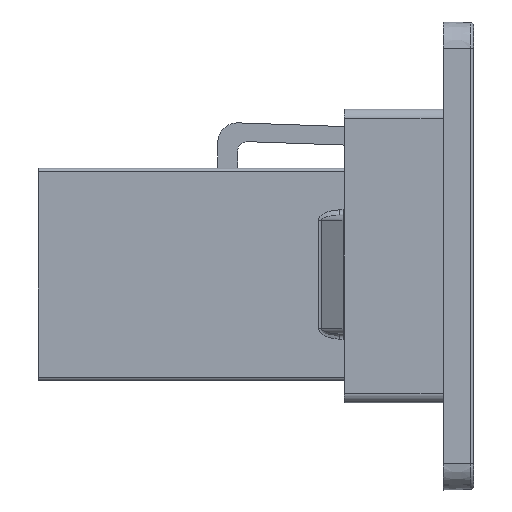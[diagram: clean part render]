
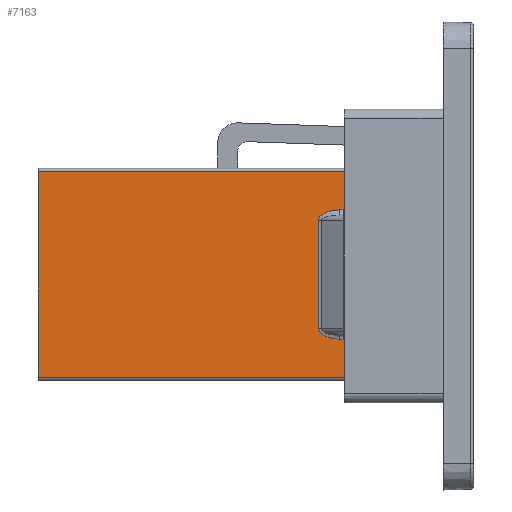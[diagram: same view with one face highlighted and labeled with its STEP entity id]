
A CAD part, left-side view. The second image highlights one B-rep face of the part: STEP entity #7163.
In plain terms, the highlighted planar face has unit normal (-1, 0, 0).
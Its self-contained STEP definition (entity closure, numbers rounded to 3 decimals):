
#63=ELLIPSE('',#7570,1.6,0.8);
#65=ELLIPSE('',#7574,1.6,0.8);
#92=FACE_BOUND('',#779,.T.);
#394=FACE_OUTER_BOUND('',#778,.T.);
#778=EDGE_LOOP('',(#5475,#5476,#5477,#5478));
#779=EDGE_LOOP('',(#5479,#5480,#5481,#5482,#5483,#5484));
#1103=LINE('',#9844,#2030);
#1421=LINE('',#10510,#2348);
#1440=LINE('',#10557,#2367);
#1442=LINE('',#10634,#2369);
#1445=LINE('',#10642,#2372);
#1449=LINE('',#10654,#2376);
#1451=LINE('',#10657,#2378);
#1452=LINE('',#10658,#2379);
#2030=VECTOR('',#7966,10.);
#2348=VECTOR('',#8554,10.);
#2367=VECTOR('',#8595,10.);
#2369=VECTOR('',#8617,10.);
#2372=VECTOR('',#8626,10.);
#2376=VECTOR('',#8638,10.);
#2378=VECTOR('',#8642,10.);
#2379=VECTOR('',#8643,10.);
#2953=VERTEX_POINT('',#9841);
#2954=VERTEX_POINT('',#9843);
#3167=VERTEX_POINT('',#10508);
#3184=VERTEX_POINT('',#10555);
#3185=VERTEX_POINT('',#10583);
#3186=VERTEX_POINT('',#10584);
#3189=VERTEX_POINT('',#10621);
#3190=VERTEX_POINT('',#10622);
#3193=VERTEX_POINT('',#10630);
#3200=VERTEX_POINT('',#10652);
#3654=EDGE_CURVE('',#2953,#2954,#1103,.F.);
#3988=EDGE_CURVE('',#3167,#2953,#1421,.T.);
#4012=EDGE_CURVE('',#2954,#3184,#1440,.T.);
#4013=EDGE_CURVE('',#3185,#3186,#63,.T.);
#4017=EDGE_CURVE('',#3189,#3190,#65,.T.);
#4023=EDGE_CURVE('',#3190,#3193,#1442,.T.);
#4027=EDGE_CURVE('',#3186,#3189,#1445,.T.);
#4033=EDGE_CURVE('',#3200,#3185,#1449,.T.);
#4035=EDGE_CURVE('',#3184,#3167,#1451,.F.);
#4036=EDGE_CURVE('',#3200,#3193,#1452,.T.);
#5475=ORIENTED_EDGE('',*,*,#3988,.F.);
#5476=ORIENTED_EDGE('',*,*,#4035,.F.);
#5477=ORIENTED_EDGE('',*,*,#4012,.F.);
#5478=ORIENTED_EDGE('',*,*,#3654,.F.);
#5479=ORIENTED_EDGE('',*,*,#4036,.T.);
#5480=ORIENTED_EDGE('',*,*,#4023,.F.);
#5481=ORIENTED_EDGE('',*,*,#4017,.F.);
#5482=ORIENTED_EDGE('',*,*,#4027,.F.);
#5483=ORIENTED_EDGE('',*,*,#4013,.F.);
#5484=ORIENTED_EDGE('',*,*,#4033,.F.);
#6842=PLANE('',#7587);
#7163=ADVANCED_FACE('',(#394,#92),#6842,.T.);
#7570=AXIS2_PLACEMENT_3D('',#10585,#8596,#8597);
#7574=AXIS2_PLACEMENT_3D('',#10623,#8604,#8605);
#7587=AXIS2_PLACEMENT_3D('',#10656,#8640,#8641);
#7966=DIRECTION('',(0.,0.,-1.));
#8554=DIRECTION('',(0.,1.,0.));
#8595=DIRECTION('',(0.,-1.,0.));
#8596=DIRECTION('center_axis',(-1.,0.,0.));
#8597=DIRECTION('ref_axis',(0.,1.,0.));
#8604=DIRECTION('center_axis',(-1.,0.,0.));
#8605=DIRECTION('ref_axis',(0.,1.,0.));
#8617=DIRECTION('',(0.,-1.,0.));
#8626=DIRECTION('',(0.,0.,-1.));
#8638=DIRECTION('',(0.,1.,0.));
#8640=DIRECTION('center_axis',(-1.,0.,0.));
#8641=DIRECTION('ref_axis',(0.,0.,1.));
#8642=DIRECTION('',(0.,0.,1.));
#8643=DIRECTION('',(0.,0.,-1.));
#9841=CARTESIAN_POINT('',(-7.25,33.,-9.2));
#9843=CARTESIAN_POINT('',(-7.25,33.,6.4));
#9844=CARTESIAN_POINT('',(-7.25,33.,6.51));
#10508=CARTESIAN_POINT('',(-7.25,0.,-9.2));
#10510=CARTESIAN_POINT('',(-7.25,33.,-9.2));
#10555=CARTESIAN_POINT('',(-7.25,0.,6.4));
#10557=CARTESIAN_POINT('',(-7.25,33.,6.4));
#10583=CARTESIAN_POINT('',(-7.25,10.139,3.5));
#10584=CARTESIAN_POINT('',(-7.25,11.739,2.7));
#10585=CARTESIAN_POINT('Origin',(-7.25,10.139,2.7));
#10621=CARTESIAN_POINT('',(-7.25,11.739,-5.5));
#10622=CARTESIAN_POINT('',(-7.25,10.139,-6.3));
#10623=CARTESIAN_POINT('Origin',(-7.25,10.139,-5.5));
#10630=CARTESIAN_POINT('',(-7.25,9.9,-6.3));
#10634=CARTESIAN_POINT('',(-7.25,5.383,-6.3));
#10642=CARTESIAN_POINT('',(-7.25,11.739,-5.5));
#10652=CARTESIAN_POINT('',(-7.25,9.9,3.5));
#10654=CARTESIAN_POINT('',(-7.25,5.383,3.5));
#10656=CARTESIAN_POINT('Origin',(-7.25,0.,-9.6));
#10657=CARTESIAN_POINT('',(-7.25,0.,-1.69));
#10658=CARTESIAN_POINT('',(-7.25,9.9,-5.5));
